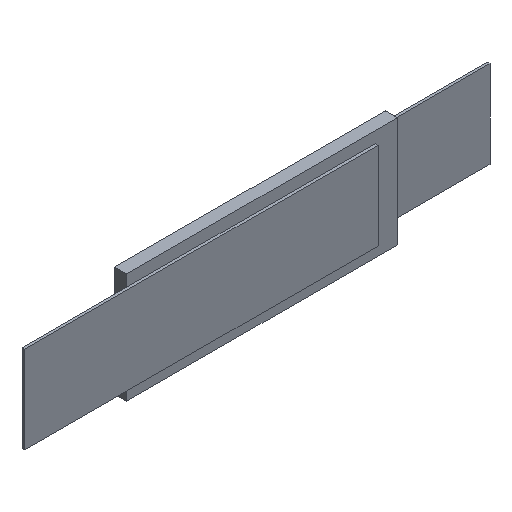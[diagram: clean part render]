
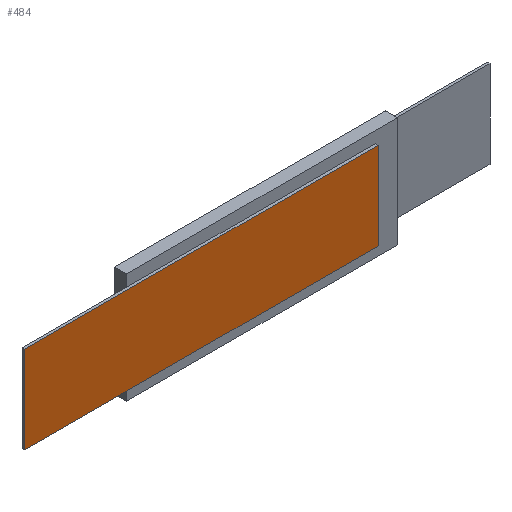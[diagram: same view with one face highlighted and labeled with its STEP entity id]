
A CAD part, isometric view. The second image highlights one B-rep face of the part: STEP entity #484.
In plain terms, the highlighted planar face has unit normal (0, -1, 0).
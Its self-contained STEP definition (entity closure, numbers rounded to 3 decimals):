
#37=DIRECTION('',(1.,0.,0.));
#38=VECTOR('',#37,16.2);
#39=CARTESIAN_POINT('',(-11.,-0.4,-2.));
#40=LINE('',#39,#38);
#145=DIRECTION('',(-1.,0.,0.));
#146=VECTOR('',#145,16.2);
#147=CARTESIAN_POINT('',(5.2,-0.4,2.));
#148=LINE('',#147,#146);
#157=DIRECTION('',(0.,0.,-1.));
#158=VECTOR('',#157,4.);
#159=CARTESIAN_POINT('',(5.2,-0.4,2.));
#160=LINE('',#159,#158);
#165=DIRECTION('',(0.,0.,-1.));
#166=VECTOR('',#165,4.);
#167=CARTESIAN_POINT('',(-11.,-0.4,2.));
#168=LINE('',#167,#166);
#205=CARTESIAN_POINT('',(5.2,-0.4,2.));
#206=CARTESIAN_POINT('',(5.2,-0.4,-2.));
#207=VERTEX_POINT('',#205);
#208=VERTEX_POINT('',#206);
#226=CARTESIAN_POINT('',(-11.,-0.4,-2.));
#228=VERTEX_POINT('',#226);
#230=CARTESIAN_POINT('',(-11.,-0.4,2.));
#232=VERTEX_POINT('',#230);
#471=CARTESIAN_POINT('',(0.,-0.4,0.));
#472=DIRECTION('',(0.,1.,0.));
#473=DIRECTION('',(1.,0.,0.));
#474=AXIS2_PLACEMENT_3D('',#471,#472,#473);
#475=PLANE('',#474);
#476=ORIENTED_EDGE('',*,*,#266,.F.);
#478=ORIENTED_EDGE('',*,*,#477,.F.);
#479=ORIENTED_EDGE('',*,*,#460,.F.);
#481=ORIENTED_EDGE('',*,*,#480,.T.);
#482=EDGE_LOOP('',(#476,#478,#479,#481));
#483=FACE_OUTER_BOUND('',#482,.F.);
#266=EDGE_CURVE('',#228,#208,#40,.T.);
#460=EDGE_CURVE('',#207,#232,#148,.T.);
#477=EDGE_CURVE('',#232,#228,#168,.T.);
#480=EDGE_CURVE('',#207,#208,#160,.T.);
#484=ADVANCED_FACE('',(#483),#475,.F.);
